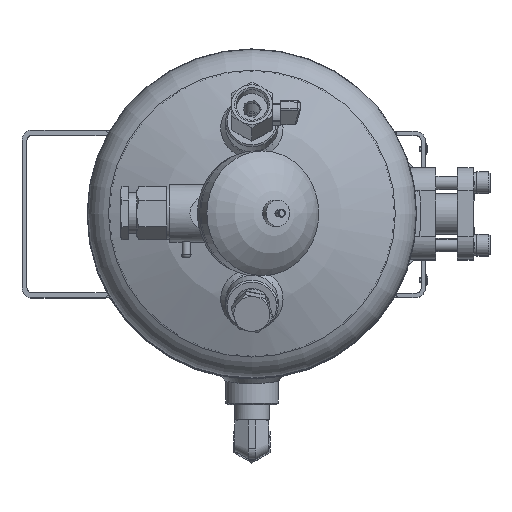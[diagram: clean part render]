
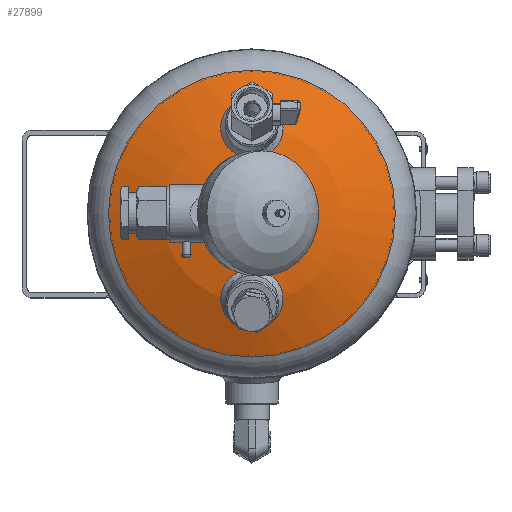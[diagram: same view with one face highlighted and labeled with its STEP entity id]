
A CAD part, top view. The second image highlights one B-rep face of the part: STEP entity #27899.
In plain terms, the highlighted spherical face has radius 202.3 mm.
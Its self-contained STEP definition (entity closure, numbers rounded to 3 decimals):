
#242=SPHERICAL_SURFACE('',#34742,202.3);
#5186=CIRCLE('',#34737,15.);
#5190=CIRCLE('',#34743,15.);
#5191=CIRCLE('',#34744,87.326);
#5192=CIRCLE('',#34745,20.);
#6292=ORIENTED_EDGE('',*,*,#14248,.T.);
#6293=ORIENTED_EDGE('',*,*,#14252,.T.);
#6294=ORIENTED_EDGE('',*,*,#14253,.F.);
#6295=ORIENTED_EDGE('',*,*,#14254,.F.);
#14248=EDGE_CURVE('',#18291,#18291,#5186,.T.);
#14252=EDGE_CURVE('',#18295,#18295,#5190,.T.);
#14253=EDGE_CURVE('',#18296,#18296,#5191,.T.);
#14254=EDGE_CURVE('',#18297,#18297,#5192,.F.);
#18291=VERTEX_POINT('',#44002);
#18295=VERTEX_POINT('',#44012);
#18296=VERTEX_POINT('',#44014);
#18297=VERTEX_POINT('',#44016);
#22901=EDGE_LOOP('',(#6292));
#22902=EDGE_LOOP('',(#6293));
#22903=EDGE_LOOP('',(#6294));
#22904=EDGE_LOOP('',(#6295));
#25233=FACE_BOUND('',#22901,.T.);
#25234=FACE_BOUND('',#22902,.T.);
#25235=FACE_BOUND('',#22903,.T.);
#25236=FACE_BOUND('',#22904,.T.);
#27899=ADVANCED_FACE('',(#25233,#25234,#25235,#25236),#242,.T.);
#34737=AXIS2_PLACEMENT_3D('',#44001,#37437,#37438);
#34742=AXIS2_PLACEMENT_3D('',#44010,#37447,#37448);
#34743=AXIS2_PLACEMENT_3D('',#44011,#37449,#37450);
#34744=AXIS2_PLACEMENT_3D('',#44013,#37451,#37452);
#34745=AXIS2_PLACEMENT_3D('',#44015,#37453,#37454);
#37437=DIRECTION('',(0.259,0.,-0.966));
#37438=DIRECTION('',(0.966,0.,0.259));
#37447=DIRECTION('',(0.,0.,-1.));
#37448=DIRECTION('',(1.,0.,0.));
#37449=DIRECTION('',(-0.259,0.,-0.966));
#37450=DIRECTION('',(-0.966,0.,0.259));
#37451=DIRECTION('',(0.,0.,-1.));
#37452=DIRECTION('',(-1.,0.,0.));
#37453=DIRECTION('',(0.,0.,-1.));
#37454=DIRECTION('',(-1.,0.,0.));
#44001=CARTESIAN_POINT('',(-52.215,0.,46.028));
#44002=CARTESIAN_POINT('',(-37.726,0.,49.911));
#44010=CARTESIAN_POINT('',(0.,0.,-148.841));
#44011=CARTESIAN_POINT('',(52.215,0.,46.028));
#44012=CARTESIAN_POINT('',(37.726,0.,49.911));
#44013=CARTESIAN_POINT('',(0.,0.,33.641));
#44014=CARTESIAN_POINT('',(-87.326,0.,33.641));
#44015=CARTESIAN_POINT('',(0.,0.,52.468));
#44016=CARTESIAN_POINT('',(-20.,0.,52.468));
